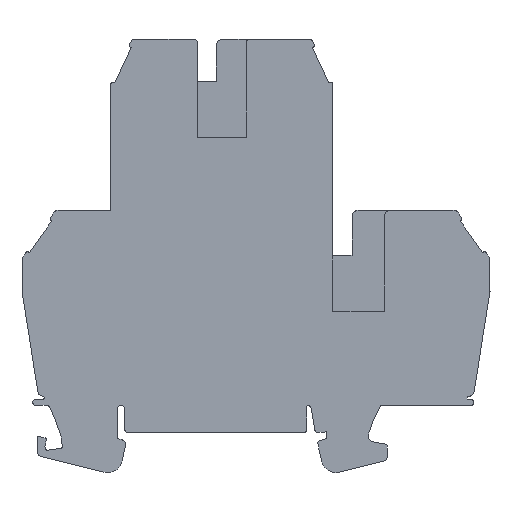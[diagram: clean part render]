
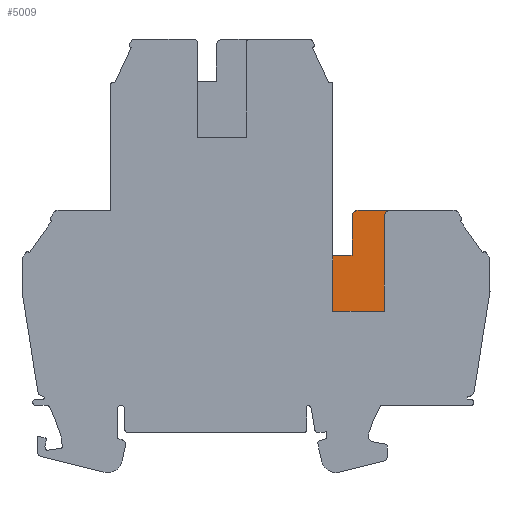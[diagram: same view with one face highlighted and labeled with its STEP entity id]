
A CAD part, front view. The second image highlights one B-rep face of the part: STEP entity #5009.
In plain terms, the highlighted planar face has unit normal (0, -1, 0).
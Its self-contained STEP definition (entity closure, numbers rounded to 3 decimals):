
#17 = EDGE_CURVE ( 'NONE', #1860, #955, #5181, .T. ) ;
#165 = FACE_OUTER_BOUND ( 'NONE', #2703, .T. ) ;
#236 = ORIENTED_EDGE ( 'NONE', *, *, #4220, .F. ) ;
#292 = VERTEX_POINT ( 'NONE', #5278 ) ;
#313 = CIRCLE ( 'NONE', #3198, 1. ) ;
#328 = EDGE_CURVE ( 'NONE', #1999, #2800, #4320, .T. ) ;
#478 = CARTESIAN_POINT ( 'NONE',  ( 22.716, -1., 29.5 ) ) ;
#501 = DIRECTION ( 'NONE',  ( 0., 0., -1. ) ) ;
#731 = ORIENTED_EDGE ( 'NONE', *, *, #3637, .T. ) ;
#752 = CARTESIAN_POINT ( 'NONE',  ( 29.116, -1., 36. ) ) ;
#955 = VERTEX_POINT ( 'NONE', #1418 ) ;
#1088 = ORIENTED_EDGE ( 'NONE', *, *, #1598, .F. ) ;
#1172 = DIRECTION ( 'NONE',  ( 0., 0., 1. ) ) ;
#1205 = EDGE_CURVE ( 'NONE', #955, #3665, #4448, .T. ) ;
#1228 = VECTOR ( 'NONE', #1753, 1000. ) ;
#1338 = EDGE_CURVE ( 'NONE', #1528, #1999, #313, .T. ) ;
#1351 = VECTOR ( 'NONE', #5149, 1000. ) ;
#1418 = CARTESIAN_POINT ( 'NONE',  ( 19.516, -1., 20.2 ) ) ;
#1482 = ORIENTED_EDGE ( 'NONE', *, *, #1338, .F. ) ;
#1528 = VERTEX_POINT ( 'NONE', #3540 ) ;
#1598 = EDGE_CURVE ( 'NONE', #292, #1860, #2444, .T. ) ;
#1753 = DIRECTION ( 'NONE',  ( 0., 0., 1. ) ) ;
#1794 = DIRECTION ( 'NONE',  ( 1., 0., 0. ) ) ;
#1826 = CARTESIAN_POINT ( 'NONE',  ( 31.801, -1., 37. ) ) ;
#1842 = VECTOR ( 'NONE', #3595, 1000. ) ;
#1860 = VERTEX_POINT ( 'NONE', #4481 ) ;
#1902 = CARTESIAN_POINT ( 'NONE',  ( 19.516, -1., 39.112 ) ) ;
#1999 = VERTEX_POINT ( 'NONE', #3014 ) ;
#2187 = ORIENTED_EDGE ( 'NONE', *, *, #17, .F. ) ;
#2209 = LINE ( 'NONE', #3134, #3171 ) ;
#2239 = LINE ( 'NONE', #4308, #3196 ) ;
#2343 = EDGE_CURVE ( 'NONE', #2931, #1528, #2209, .T. ) ;
#2428 = CARTESIAN_POINT ( 'NONE',  ( 29.116, -1., 37. ) ) ;
#2433 = ORIENTED_EDGE ( 'NONE', *, *, #2343, .F. ) ;
#2444 = LINE ( 'NONE', #4724, #1351 ) ;
#2615 = DIRECTION ( 'NONE',  ( 1., 0., 0. ) ) ;
#2703 = EDGE_LOOP ( 'NONE', ( #731, #5182, #1482, #2433, #236, #3410, #2187, #1088 ) ) ;
#2778 = CARTESIAN_POINT ( 'NONE',  ( 19.516, -1., 29.5 ) ) ;
#2800 = VERTEX_POINT ( 'NONE', #2428 ) ;
#2931 = VERTEX_POINT ( 'NONE', #478 ) ;
#2969 = DIRECTION ( 'NONE',  ( 0., -1., 0. ) ) ;
#3014 = CARTESIAN_POINT ( 'NONE',  ( 23.716, -1., 37. ) ) ;
#3134 = CARTESIAN_POINT ( 'NONE',  ( 22.716, -1., 32.75 ) ) ;
#3167 = VECTOR ( 'NONE', #2615, 1000. ) ;
#3171 = VECTOR ( 'NONE', #4250, 1000. ) ;
#3196 = VECTOR ( 'NONE', #1794, 1000. ) ;
#3198 = AXIS2_PLACEMENT_3D ( 'NONE', #5102, #5158, #5138 ) ;
#3410 = ORIENTED_EDGE ( 'NONE', *, *, #1205, .F. ) ;
#3540 = CARTESIAN_POINT ( 'NONE',  ( 22.716, -1., 36. ) ) ;
#3595 = DIRECTION ( 'NONE',  ( -1., 0., 0. ) ) ;
#3623 = CARTESIAN_POINT ( 'NONE',  ( 23.816, -1., 20.2 ) ) ;
#3637 = EDGE_CURVE ( 'NONE', #292, #2800, #5003, .T. ) ;
#3660 = DIRECTION ( 'NONE',  ( 0., 1., 0. ) ) ;
#3665 = VERTEX_POINT ( 'NONE', #2778 ) ;
#4220 = EDGE_CURVE ( 'NONE', #3665, #2931, #2239, .T. ) ;
#4250 = DIRECTION ( 'NONE',  ( 0., 0., 1. ) ) ;
#4308 = CARTESIAN_POINT ( 'NONE',  ( 21.116, -1., 29.5 ) ) ;
#4320 = LINE ( 'NONE', #1826, #3167 ) ;
#4327 = AXIS2_PLACEMENT_3D ( 'NONE', #4671, #2969, #501 ) ;
#4448 = LINE ( 'NONE', #1902, #1228 ) ;
#4481 = CARTESIAN_POINT ( 'NONE',  ( 28.116, -1., 20.2 ) ) ;
#4565 = AXIS2_PLACEMENT_3D ( 'NONE', #752, #3660, #1172 ) ;
#4671 = CARTESIAN_POINT ( 'NONE',  ( 19.516, -1., 37. ) ) ;
#4724 = CARTESIAN_POINT ( 'NONE',  ( 28.116, -1., 28.1 ) ) ;
#5003 = CIRCLE ( 'NONE', #4565, 1. ) ;
#5009 = ADVANCED_FACE ( 'NONE', ( #165 ), #5085, .T. ) ;
#5085 = PLANE ( 'NONE',  #4327 ) ;
#5102 = CARTESIAN_POINT ( 'NONE',  ( 23.716, -1., 36. ) ) ;
#5138 = DIRECTION ( 'NONE',  ( 0., 0., 1. ) ) ;
#5149 = DIRECTION ( 'NONE',  ( 0., 0., -1. ) ) ;
#5158 = DIRECTION ( 'NONE',  ( 0., 1., 0. ) ) ;
#5181 = LINE ( 'NONE', #3623, #1842 ) ;
#5182 = ORIENTED_EDGE ( 'NONE', *, *, #328, .F. ) ;
#5278 = CARTESIAN_POINT ( 'NONE',  ( 28.116, -1., 36. ) ) ;
